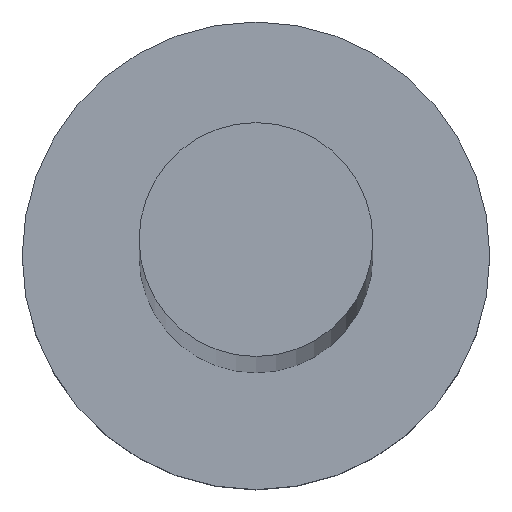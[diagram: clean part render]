
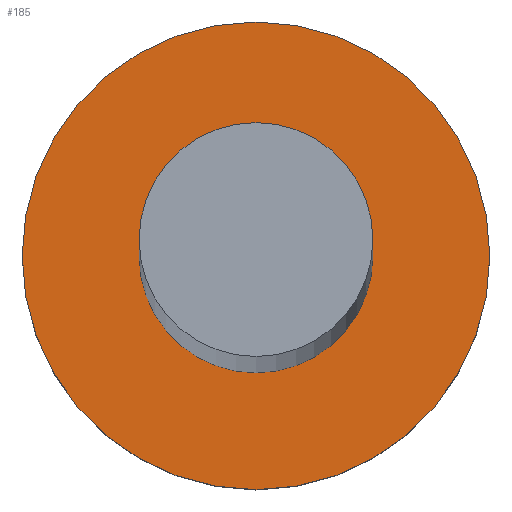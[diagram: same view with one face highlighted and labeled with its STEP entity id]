
A CAD part, top view. The second image highlights one B-rep face of the part: STEP entity #185.
In plain terms, the highlighted planar face has unit normal (0, 0, 1).
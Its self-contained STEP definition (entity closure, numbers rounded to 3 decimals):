
#13 = DIRECTION ( 'NONE',  ( 0., 0., 1. ) ) ;
#14 = CARTESIAN_POINT ( 'NONE',  ( 4., 0., 3. ) ) ;
#16 = DIRECTION ( 'NONE',  ( 0., 0., 1. ) ) ;
#29 = DIRECTION ( 'NONE',  ( 1., 0., 0. ) ) ;
#38 = AXIS2_PLACEMENT_3D ( 'NONE', #212, #144, #147 ) ;
#41 = EDGE_CURVE ( 'NONE', #154, #127, #45, .T. ) ;
#45 = CIRCLE ( 'NONE', #197, 4. ) ;
#52 = FACE_OUTER_BOUND ( 'NONE', #255, .T. ) ;
#54 = ORIENTED_EDGE ( 'NONE', *, *, #41, .T. ) ;
#76 = CIRCLE ( 'NONE', #252, 4. ) ;
#88 = DIRECTION ( 'NONE',  ( 1., 0., 0. ) ) ;
#93 = EDGE_CURVE ( 'NONE', #237, #132, #188, .T. ) ;
#101 = EDGE_CURVE ( 'NONE', #127, #154, #76, .T. ) ;
#102 = CARTESIAN_POINT ( 'NONE',  ( 0., 0., 3. ) ) ;
#118 = DIRECTION ( 'NONE',  ( 0., 0., 1. ) ) ;
#123 = DIRECTION ( 'NONE',  ( 1., 0., 0. ) ) ;
#126 = ORIENTED_EDGE ( 'NONE', *, *, #101, .T. ) ;
#127 = VERTEX_POINT ( 'NONE', #14 ) ;
#131 = EDGE_CURVE ( 'NONE', #132, #237, #232, .T. ) ;
#132 = VERTEX_POINT ( 'NONE', #170 ) ;
#144 = DIRECTION ( 'NONE',  ( 0., 0., 1. ) ) ;
#147 = DIRECTION ( 'NONE',  ( 1., 0., 0. ) ) ;
#150 = CARTESIAN_POINT ( 'NONE',  ( 0., 0., 3. ) ) ;
#154 = VERTEX_POINT ( 'NONE', #228 ) ;
#155 = AXIS2_PLACEMENT_3D ( 'NONE', #150, #207, #29 ) ;
#167 = CARTESIAN_POINT ( 'NONE',  ( 0., 0., 3. ) ) ;
#170 = CARTESIAN_POINT ( 'NONE',  ( -2., 0., 3. ) ) ;
#174 = ORIENTED_EDGE ( 'NONE', *, *, #93, .F. ) ;
#175 = EDGE_LOOP ( 'NONE', ( #238, #174 ) ) ;
#185 = ADVANCED_FACE ( 'NONE', ( #213, #52 ), #205, .T. ) ;
#188 = CIRCLE ( 'NONE', #38, 2. ) ;
#197 = AXIS2_PLACEMENT_3D ( 'NONE', #102, #118, #123 ) ;
#204 = DIRECTION ( 'NONE',  ( 1., 0., 0. ) ) ;
#205 = PLANE ( 'NONE',  #155 ) ;
#207 = DIRECTION ( 'NONE',  ( 0., 0., 1. ) ) ;
#212 = CARTESIAN_POINT ( 'NONE',  ( 0., 0., 3. ) ) ;
#213 = FACE_BOUND ( 'NONE', #175, .T. ) ;
#228 = CARTESIAN_POINT ( 'NONE',  ( -4., 0., 3. ) ) ;
#229 = CARTESIAN_POINT ( 'NONE',  ( 0., 0., 3. ) ) ;
#232 = CIRCLE ( 'NONE', #246, 2. ) ;
#237 = VERTEX_POINT ( 'NONE', #253 ) ;
#238 = ORIENTED_EDGE ( 'NONE', *, *, #131, .F. ) ;
#246 = AXIS2_PLACEMENT_3D ( 'NONE', #167, #16, #204 ) ;
#252 = AXIS2_PLACEMENT_3D ( 'NONE', #229, #13, #88 ) ;
#253 = CARTESIAN_POINT ( 'NONE',  ( 2., 0., 3. ) ) ;
#255 = EDGE_LOOP ( 'NONE', ( #54, #126 ) ) ;
